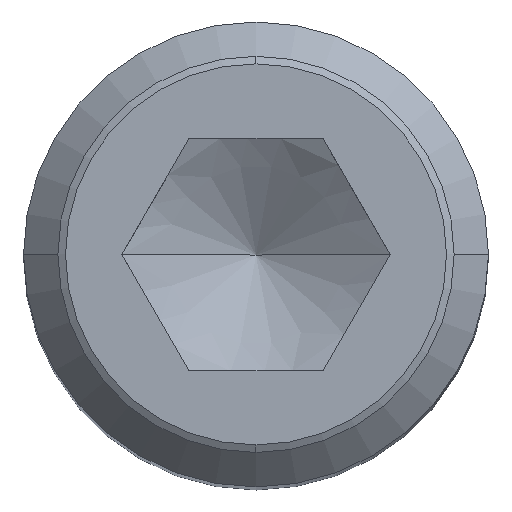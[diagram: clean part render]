
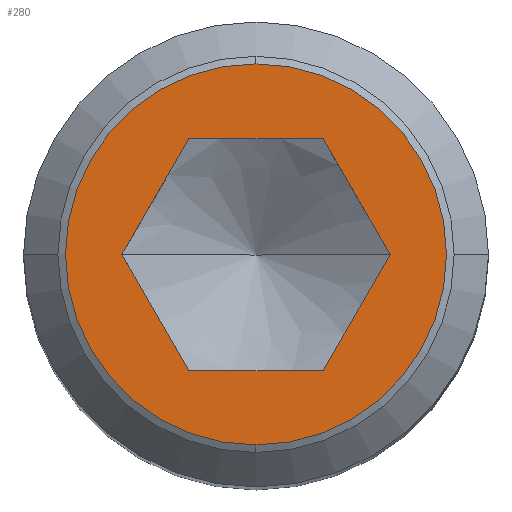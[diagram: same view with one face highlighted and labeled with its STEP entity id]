
A CAD part, top view. The second image highlights one B-rep face of the part: STEP entity #280.
In plain terms, the highlighted planar face has unit normal (0, 0, 1).
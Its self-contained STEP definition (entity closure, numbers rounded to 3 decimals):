
#148=VERTEX_POINT('',#377);
#190=EDGE_CURVE('',#338,#148,#424,.T.);
#200=EDGE_CURVE('',#304,#222,#435,.T.);
#206=VERTEX_POINT('',#441);
#218=EDGE_CURVE('',#222,#272,#455,.T.);
#222=VERTEX_POINT('',#460);
#258=EDGE_CURVE('',#272,#270,#500,.T.);
#270=VERTEX_POINT('',#514);
#272=VERTEX_POINT('',#516);
#280=ADVANCED_FACE('',(#524,#525),#526,.T.);
#300=EDGE_CURVE('',#336,#304,#548,.T.);
#304=VERTEX_POINT('',#552);
#318=EDGE_CURVE('',#148,#338,#568,.T.);
#320=EDGE_CURVE('',#206,#336,#570,.T.);
#336=VERTEX_POINT('',#589);
#338=VERTEX_POINT('',#591);
#346=EDGE_CURVE('',#270,#206,#599,.T.);
#377=CARTESIAN_POINT('',(0.,2.459,0.));
#424=CIRCLE('',#696,2.459);
#435=LINE('',#711,#712);
#441=CARTESIAN_POINT('',(0.866,-1.5,0.));
#455=LINE('',#748,#749);
#460=CARTESIAN_POINT('',(-0.866,1.5,0.));
#500=LINE('',#811,#812);
#514=CARTESIAN_POINT('',(1.732,0.0,0.));
#516=CARTESIAN_POINT('',(0.866,1.5,0.));
#524=FACE_BOUND('',#851,.T.);
#525=FACE_OUTER_BOUND('',#852,.T.);
#526=PLANE('',#853);
#548=LINE('',#891,#892);
#552=CARTESIAN_POINT('',(-1.732,0.0,0.));
#568=CIRCLE('',#927,2.459);
#570=LINE('',#930,#931);
#589=CARTESIAN_POINT('',(-0.866,-1.5,0.));
#591=CARTESIAN_POINT('',(0.,-2.459,0.));
#599=LINE('',#968,#969);
#696=AXIS2_PLACEMENT_3D('',#1044,#1045,#1046);
#711=CARTESIAN_POINT('',(-1.083,1.125,0.));
#712=VECTOR('',#1059,1.0);
#748=CARTESIAN_POINT('',(0.433,1.5,0.));
#749=VECTOR('',#1082,1.0);
#811=CARTESIAN_POINT('',(1.516,0.375,0.));
#812=VECTOR('',#1137,1.0);
#851=EDGE_LOOP('',(#1162,#1163,#1164,#1165,#1166,#1167));
#852=EDGE_LOOP('',(#1168,#1169));
#853=AXIS2_PLACEMENT_3D('',#1170,#1171,#1172);
#891=CARTESIAN_POINT('',(-1.516,-0.375,0.));
#892=VECTOR('',#1192,1.0);
#927=AXIS2_PLACEMENT_3D('',#1210,#1211,#1212);
#930=CARTESIAN_POINT('',(-0.433,-1.5,0.));
#931=VECTOR('',#1213,1.0);
#968=CARTESIAN_POINT('',(1.083,-1.125,0.));
#969=VECTOR('',#1243,1.0);
#1044=CARTESIAN_POINT('',(0.,0.,0.));
#1045=DIRECTION('',(0.0,0.0,1.0));
#1046=DIRECTION('',(0.,1.0,0.0));
#1059=DIRECTION('',(0.5,0.866,0.));
#1082=DIRECTION('',(1.0,0.0,0.0));
#1137=DIRECTION('',(0.5,-0.866,0.));
#1162=ORIENTED_EDGE('',*,*,#300,.T.);
#1163=ORIENTED_EDGE('',*,*,#200,.T.);
#1164=ORIENTED_EDGE('',*,*,#218,.T.);
#1165=ORIENTED_EDGE('',*,*,#258,.T.);
#1166=ORIENTED_EDGE('',*,*,#346,.T.);
#1167=ORIENTED_EDGE('',*,*,#320,.T.);
#1168=ORIENTED_EDGE('',*,*,#318,.T.);
#1169=ORIENTED_EDGE('',*,*,#190,.T.);
#1170=CARTESIAN_POINT('',(-2.116,0.,0.));
#1171=DIRECTION('',(0.0,0.0,1.0));
#1172=DIRECTION('',(-1.0,0.,0.0));
#1192=DIRECTION('',(-0.5,0.866,0.));
#1210=CARTESIAN_POINT('',(0.,0.,0.));
#1211=DIRECTION('',(0.0,0.0,1.0));
#1212=DIRECTION('',(0.,1.0,0.0));
#1213=DIRECTION('',(-1.0,0.0,0.0));
#1243=DIRECTION('',(-0.5,-0.866,0.));
